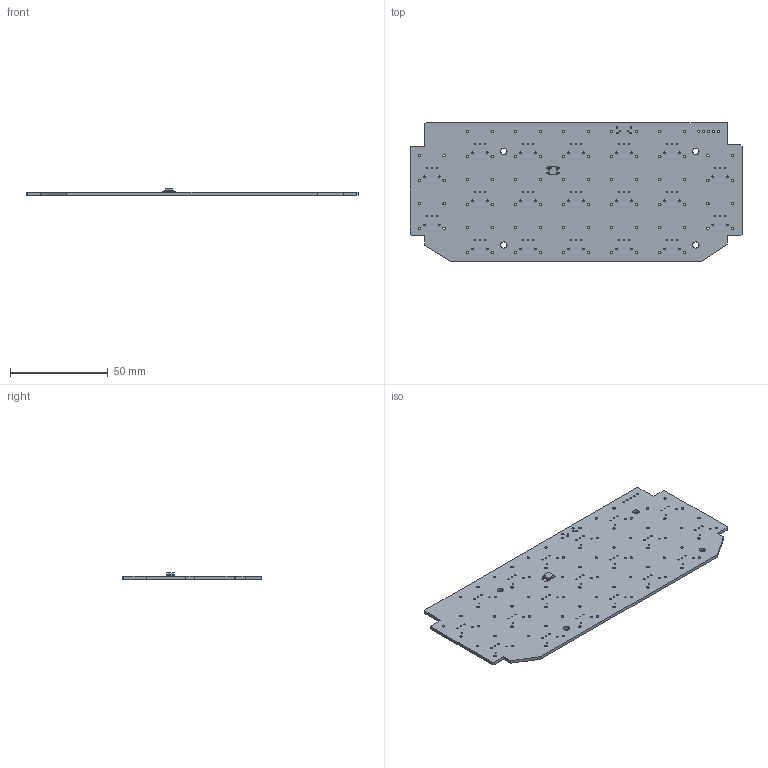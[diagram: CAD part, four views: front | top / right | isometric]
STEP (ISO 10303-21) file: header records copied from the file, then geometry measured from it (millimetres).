
FILE_DESCRIPTION(('KiCad electronic assembly'),'2;1');
FILE_NAME('DSKY_keyboard.step','2020-07-11T13:07:54',('An Author'),( 'A Company'),'Open CASCADE STEP processor 6.9', 'KiCad to STEP converter','Unknown');
FILE_SCHEMA(('AUTOMOTIVE_DESIGN { 1 0 10303 214 1 1 1 1 }'));
Length unit declared in the file: millimetre
Products named in the file (4): Open CASCADE STEP translator 6.9 1; SO-4_4.4x4.3mm_P2.54mm; SOLID; COMPOUND
Assembly tree (3 placements, depth 3):
  Open CASCADE STEP translator 6.9 1
    SO-4_4.4x4.3mm_P2.54mm
      SOLID
    COMPOUND
Bounding box: 170.18 x 71.12 x 3.25 mm (x, y, z)
Volume: 18305.1 mm3; surface area: 24638.7 mm2
Topology: 2 solids, 2 shells, 321 faces, 908 edges, 592 vertices
Faces by surface type: cylinder 209, plane 84, bspline 28
Full cylindrical faces by diameter (mm): 0.4 x1, 0.7 x59, 0.8 x40, 1 x5, 1.3 x76, 3.2 x4
Entity records: 23900 total; most frequent: CARTESIAN_POINT 4007, DIRECTION 3631, ORIENTED_EDGE 1816, PCURVE 1816, DEFINITIONAL_REPRESENTATION 1816, LINE 1800, VECTOR 1800, EDGE_CURVE 908
